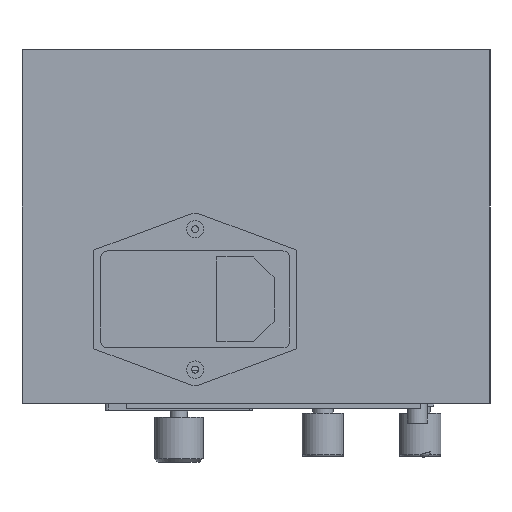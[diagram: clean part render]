
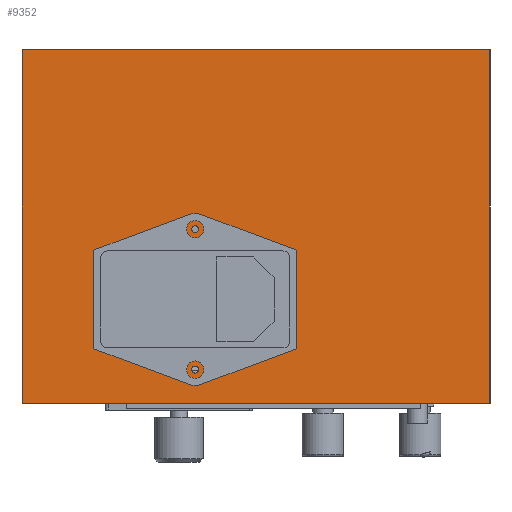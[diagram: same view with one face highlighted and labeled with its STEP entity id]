
A CAD part, left-side view. The second image highlights one B-rep face of the part: STEP entity #9352.
In plain terms, the highlighted planar face has unit normal (-1, 0, 0).
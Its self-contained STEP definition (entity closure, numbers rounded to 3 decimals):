
#167=FACE_BOUND('',#3646,.T.);
#168=FACE_BOUND('',#3647,.T.);
#169=FACE_BOUND('',#3648,.T.);
#474=PLANE('',#10136);
#1139=LINE('',#14590,#2155);
#1143=LINE('',#14598,#2159);
#1162=LINE('',#14644,#2178);
#1173=LINE('',#14661,#2189);
#1212=LINE('',#14755,#2228);
#1215=LINE('',#14760,#2231);
#1217=LINE('',#14764,#2233);
#1219=LINE('',#14768,#2235);
#1221=LINE('',#14772,#2237);
#1223=LINE('',#14775,#2239);
#2155=VECTOR('',#11844,10.);
#2159=VECTOR('',#11850,10.);
#2178=VECTOR('',#11899,10.);
#2189=VECTOR('',#11916,10.);
#2228=VECTOR('',#12021,10.);
#2231=VECTOR('',#12026,10.);
#2233=VECTOR('',#12030,10.);
#2235=VECTOR('',#12034,10.);
#2237=VECTOR('',#12038,10.);
#2239=VECTOR('',#12042,10.);
#3071=FACE_OUTER_BOUND('',#3645,.T.);
#3645=EDGE_LOOP('',(#7916,#7917,#7918,#7919));
#3646=EDGE_LOOP('',(#7920));
#3647=EDGE_LOOP('',(#7921));
#3648=EDGE_LOOP('',(#7922,#7923,#7924,#7925,#7926,#7927));
#4088=CIRCLE('',#10124,1.);
#4089=CIRCLE('',#10126,1.);
#4684=VERTEX_POINT('',#14575);
#4691=VERTEX_POINT('',#14588);
#4694=VERTEX_POINT('',#14597);
#4706=VERTEX_POINT('',#14643);
#4727=VERTEX_POINT('',#14739);
#4728=VERTEX_POINT('',#14743);
#4730=VERTEX_POINT('',#14753);
#4731=VERTEX_POINT('',#14754);
#4732=VERTEX_POINT('',#14759);
#4733=VERTEX_POINT('',#14763);
#4734=VERTEX_POINT('',#14767);
#4735=VERTEX_POINT('',#14771);
#5781=EDGE_CURVE('',#4691,#4684,#1139,.T.);
#5785=EDGE_CURVE('',#4694,#4684,#1143,.T.);
#5808=EDGE_CURVE('',#4706,#4694,#1162,.T.);
#5819=EDGE_CURVE('',#4706,#4691,#1173,.T.);
#5856=EDGE_CURVE('',#4727,#4727,#4088,.T.);
#5858=EDGE_CURVE('',#4728,#4728,#4089,.T.);
#5863=EDGE_CURVE('',#4730,#4731,#1212,.T.);
#5866=EDGE_CURVE('',#4732,#4730,#1215,.T.);
#5868=EDGE_CURVE('',#4733,#4732,#1217,.T.);
#5870=EDGE_CURVE('',#4734,#4733,#1219,.T.);
#5872=EDGE_CURVE('',#4735,#4734,#1221,.T.);
#5874=EDGE_CURVE('',#4731,#4735,#1223,.T.);
#7916=ORIENTED_EDGE('',*,*,#5808,.T.);
#7917=ORIENTED_EDGE('',*,*,#5785,.T.);
#7918=ORIENTED_EDGE('',*,*,#5781,.F.);
#7919=ORIENTED_EDGE('',*,*,#5819,.F.);
#7920=ORIENTED_EDGE('',*,*,#5856,.T.);
#7921=ORIENTED_EDGE('',*,*,#5858,.T.);
#7922=ORIENTED_EDGE('',*,*,#5863,.T.);
#7923=ORIENTED_EDGE('',*,*,#5874,.T.);
#7924=ORIENTED_EDGE('',*,*,#5872,.T.);
#7925=ORIENTED_EDGE('',*,*,#5870,.T.);
#7926=ORIENTED_EDGE('',*,*,#5868,.T.);
#7927=ORIENTED_EDGE('',*,*,#5866,.T.);
#9352=ADVANCED_FACE('',(#3071,#167,#168,#169),#474,.T.);
#10124=AXIS2_PLACEMENT_3D('',#14740,#12003,#12004);
#10126=AXIS2_PLACEMENT_3D('',#14744,#12008,#12009);
#10136=AXIS2_PLACEMENT_3D('',#14776,#12043,#12044);
#11844=DIRECTION('',(0.,0.,1.));
#11850=DIRECTION('',(0.,1.,0.));
#11899=DIRECTION('',(0.,0.,1.));
#11916=DIRECTION('',(0.,1.,0.));
#12003=DIRECTION('center_axis',(1.,0.,0.));
#12004=DIRECTION('ref_axis',(0.,0.,1.));
#12008=DIRECTION('center_axis',(1.,0.,0.));
#12009=DIRECTION('ref_axis',(0.,0.,1.));
#12021=DIRECTION('',(0.,1.,0.));
#12026=DIRECTION('',(0.,0.707,-0.707));
#12030=DIRECTION('',(0.,0.,-1.));
#12034=DIRECTION('',(0.,-0.707,-0.707));
#12038=DIRECTION('',(0.,-1.,0.));
#12042=DIRECTION('',(0.,0.,1.));
#12043=DIRECTION('center_axis',(-1.,0.,0.));
#12044=DIRECTION('ref_axis',(0.,0.,1.));
#14575=CARTESIAN_POINT('',(-114.5,70.53,7.029));
#14588=CARTESIAN_POINT('',(-114.5,70.53,-94.971));
#14590=CARTESIAN_POINT('',(-114.5,70.53,-94.971));
#14597=CARTESIAN_POINT('',(-114.5,-64.47,7.029));
#14598=CARTESIAN_POINT('',(-114.5,-64.47,7.029));
#14643=CARTESIAN_POINT('',(-114.5,-64.47,-94.971));
#14644=CARTESIAN_POINT('',(-114.5,-64.47,-87.971));
#14661=CARTESIAN_POINT('',(-114.5,60.53,-94.971));
#14739=CARTESIAN_POINT('',(-114.5,20.561,-45.75));
#14740=CARTESIAN_POINT('Origin',(-114.5,20.561,-44.75));
#14743=CARTESIAN_POINT('',(-114.5,20.561,-86.25));
#14744=CARTESIAN_POINT('Origin',(-114.5,20.561,-85.25));
#14753=CARTESIAN_POINT('',(-114.5,2.978,-78.95));
#14754=CARTESIAN_POINT('',(-114.5,44.261,-78.95));
#14755=CARTESIAN_POINT('',(-114.5,0.504,-78.95));
#14759=CARTESIAN_POINT('',(-114.5,-3.139,-72.833));
#14760=CARTESIAN_POINT('',(-114.5,-10.937,-65.035));
#14763=CARTESIAN_POINT('',(-114.5,-3.139,-57.167));
#14764=CARTESIAN_POINT('',(-114.5,-3.139,-48.819));
#14767=CARTESIAN_POINT('',(-114.5,2.978,-51.05));
#14768=CARTESIAN_POINT('',(-114.5,4.386,-49.642));
#14771=CARTESIAN_POINT('',(-114.5,44.261,-51.05));
#14772=CARTESIAN_POINT('',(-114.5,21.146,-51.05));
#14775=CARTESIAN_POINT('',(-114.5,44.261,-59.711));
#14776=CARTESIAN_POINT('Origin',(-114.5,-1.97,-40.471));
